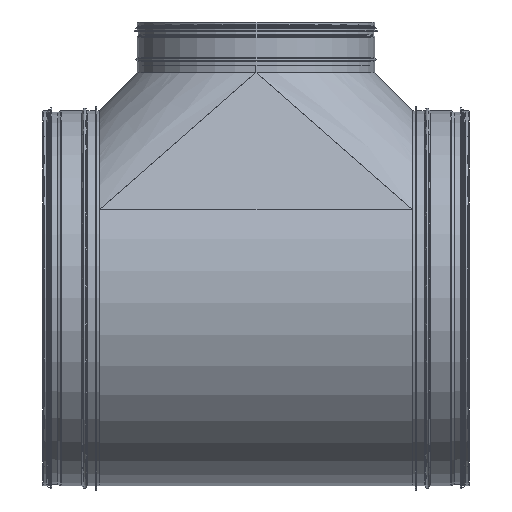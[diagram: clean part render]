
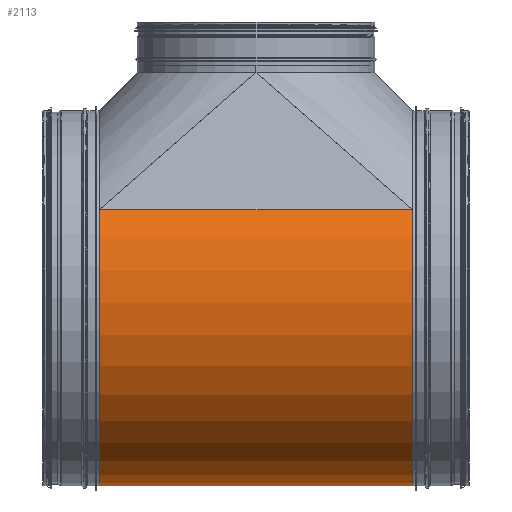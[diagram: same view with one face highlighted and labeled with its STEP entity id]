
A CAD part, front view. The second image highlights one B-rep face of the part: STEP entity #2113.
In plain terms, the highlighted cylindrical face has radius 314.375 mm (diameter 628.75 mm), a partial arc.
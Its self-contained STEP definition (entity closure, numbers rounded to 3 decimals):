
#1993=CARTESIAN_POINT('',(-276.956,148.752,0.0));
#1994=VERTEX_POINT('',#1993);
#2001=CARTESIAN_POINT('',(-276.956,148.752,525.0));
#2002=VERTEX_POINT('',#2001);
#2003=CARTESIAN_POINT('',(-276.956,148.752,0.0));
#2004=DIRECTION('',(0.0,0.0,1.0));
#2005=VECTOR('',#2004,525.0);
#2006=LINE('',#2003,#2005);
#2007=EDGE_CURVE('',#1994,#2002,#2006,.T.);
#2064=CARTESIAN_POINT('',(276.956,148.752,0.0));
#2065=VERTEX_POINT('',#2064);
#2073=CARTESIAN_POINT('',(276.956,148.752,525.0));
#2074=VERTEX_POINT('',#2073);
#2081=CARTESIAN_POINT('',(276.956,148.752,0.0));
#2082=DIRECTION('',(0.0,0.0,1.0));
#2083=VECTOR('',#2082,525.0);
#2084=LINE('',#2081,#2083);
#2085=EDGE_CURVE('',#2065,#2074,#2084,.T.);
#2090=CARTESIAN_POINT('',(0.0,0.0,0.0));
#2091=DIRECTION('',(0.0,0.0,1.0));
#2092=DIRECTION('',(-0.881,0.473,0.0));
#2093=AXIS2_PLACEMENT_3D('',#2090,#2091,#2092);
#2094=CYLINDRICAL_SURFACE('',#2093,314.375);
#2095=CARTESIAN_POINT('',(0.0,0.0,0.0));
#2096=DIRECTION('',(0.0,0.0,1.0));
#2097=DIRECTION('',(-0.881,0.473,0.0));
#2098=AXIS2_PLACEMENT_3D('',#2095,#2096,#2097);
#2099=CIRCLE('',#2098,314.375);
#2100=EDGE_CURVE('',#1994,#2065,#2099,.T.);
#2101=ORIENTED_EDGE('',*,*,#2100,.T.);
#2102=ORIENTED_EDGE('',*,*,#2085,.T.);
#2103=CARTESIAN_POINT('',(0.0,0.0,525.0));
#2104=DIRECTION('',(0.0,0.0,1.0));
#2105=DIRECTION('',(-0.881,0.473,0.0));
#2106=AXIS2_PLACEMENT_3D('',#2103,#2104,#2105);
#2107=CIRCLE('',#2106,314.375);
#2108=EDGE_CURVE('',#2002,#2074,#2107,.T.);
#2109=ORIENTED_EDGE('',*,*,#2108,.F.);
#2110=ORIENTED_EDGE('',*,*,#2007,.F.);
#2111=EDGE_LOOP('',(#2101,#2102,#2109,#2110));
#2112=FACE_OUTER_BOUND('',#2111,.T.);
#2113=ADVANCED_FACE('',(#2112),#2094,.T.);
